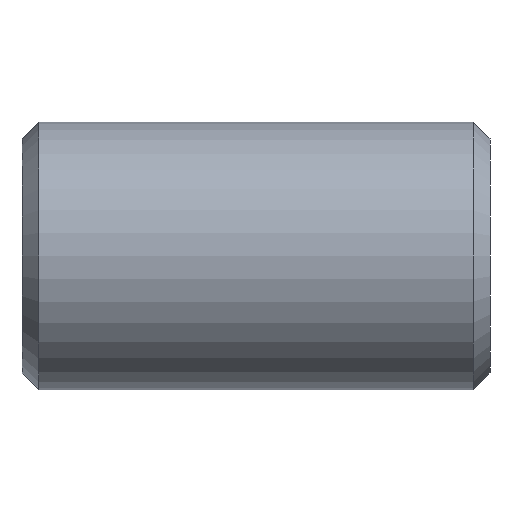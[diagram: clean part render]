
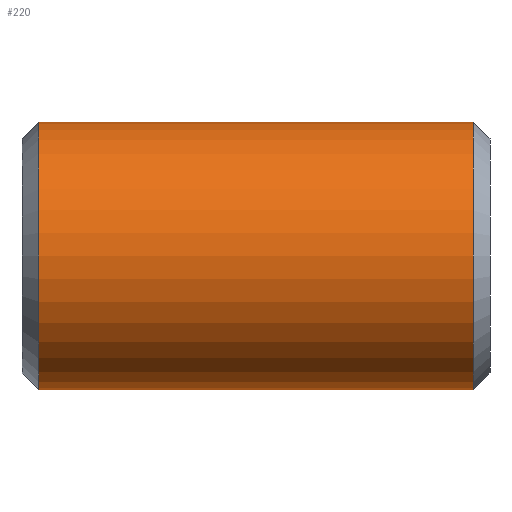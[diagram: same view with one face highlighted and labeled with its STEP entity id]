
A CAD part, front view. The second image highlights one B-rep face of the part: STEP entity #220.
In plain terms, the highlighted cylindrical face has radius 2 mm (diameter 4 mm), a partial arc.
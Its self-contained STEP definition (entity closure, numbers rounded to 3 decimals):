
#3 = CARTESIAN_POINT ( 'NONE',  ( -6.75, 0., 0. ) ) ;
#20 = CARTESIAN_POINT ( 'NONE',  ( -0.25, 0., 0. ) ) ;
#84 = CARTESIAN_POINT ( 'NONE',  ( -8.529, 0., 0. ) ) ;
#95 = VECTOR ( 'NONE', #348, 1000. ) ;
#128 = AXIS2_PLACEMENT_3D ( 'NONE', #84, #520, #274 ) ;
#132 = EDGE_CURVE ( 'NONE', #147, #266, #490, .T. ) ;
#142 = CIRCLE ( 'NONE', #146, 2. ) ;
#145 = VERTEX_POINT ( 'NONE', #472 ) ;
#146 = AXIS2_PLACEMENT_3D ( 'NONE', #20, #163, #531 ) ;
#147 = VERTEX_POINT ( 'NONE', #269 ) ;
#154 = ORIENTED_EDGE ( 'NONE', *, *, #132, .T. ) ;
#157 = EDGE_CURVE ( 'NONE', #145, #194, #193, .T. ) ;
#163 = DIRECTION ( 'NONE',  ( -1., 0., 0. ) ) ;
#191 = CARTESIAN_POINT ( 'NONE',  ( -6.75, 0., -2. ) ) ;
#193 = LINE ( 'NONE', #392, #95 ) ;
#194 = VERTEX_POINT ( 'NONE', #191 ) ;
#212 = VECTOR ( 'NONE', #231, 1000. ) ;
#215 = FACE_OUTER_BOUND ( 'NONE', #372, .T. ) ;
#220 = ADVANCED_FACE ( 'NONE', ( #215 ), #310, .T. ) ;
#231 = DIRECTION ( 'NONE',  ( -1., 0., 0. ) ) ;
#247 = EDGE_CURVE ( 'NONE', #145, #147, #142, .T. ) ;
#253 = ORIENTED_EDGE ( 'NONE', *, *, #454, .F. ) ;
#261 = ORIENTED_EDGE ( 'NONE', *, *, #247, .T. ) ;
#266 = VERTEX_POINT ( 'NONE', #529 ) ;
#269 = CARTESIAN_POINT ( 'NONE',  ( -0.25, 0., 2. ) ) ;
#271 = CIRCLE ( 'NONE', #413, 2. ) ;
#274 = DIRECTION ( 'NONE',  ( 0., 0., 1. ) ) ;
#310 = CYLINDRICAL_SURFACE ( 'NONE', #128, 2. ) ;
#331 = DIRECTION ( 'NONE',  ( -1., 0., 0. ) ) ;
#348 = DIRECTION ( 'NONE',  ( -1., 0., 0. ) ) ;
#352 = CARTESIAN_POINT ( 'NONE',  ( -8.529, 0., 2. ) ) ;
#372 = EDGE_LOOP ( 'NONE', ( #380, #261, #154, #253 ) ) ;
#380 = ORIENTED_EDGE ( 'NONE', *, *, #157, .F. ) ;
#381 = DIRECTION ( 'NONE',  ( 0., 0., 1. ) ) ;
#392 = CARTESIAN_POINT ( 'NONE',  ( -8.529, 0., -2. ) ) ;
#413 = AXIS2_PLACEMENT_3D ( 'NONE', #3, #331, #381 ) ;
#454 = EDGE_CURVE ( 'NONE', #194, #266, #271, .T. ) ;
#472 = CARTESIAN_POINT ( 'NONE',  ( -0.25, 0., -2. ) ) ;
#490 = LINE ( 'NONE', #352, #212 ) ;
#520 = DIRECTION ( 'NONE',  ( -1., 0., 0. ) ) ;
#529 = CARTESIAN_POINT ( 'NONE',  ( -6.75, 0., 2. ) ) ;
#531 = DIRECTION ( 'NONE',  ( 0., 0., 1. ) ) ;
